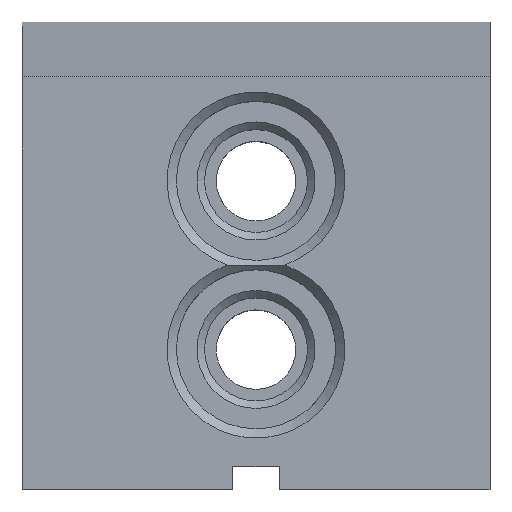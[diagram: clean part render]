
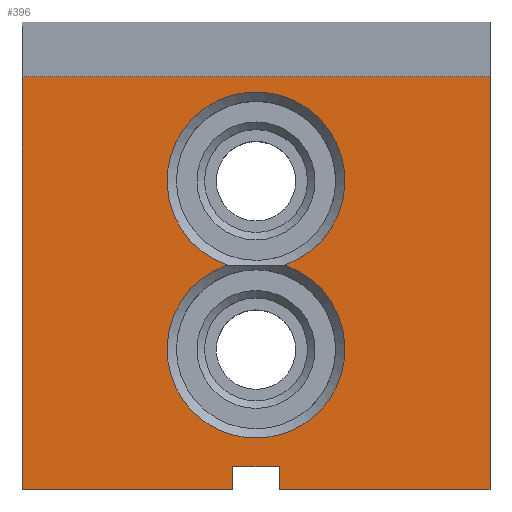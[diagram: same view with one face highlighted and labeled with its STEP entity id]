
A CAD part, top view. The second image highlights one B-rep face of the part: STEP entity #396.
In plain terms, the highlighted planar face has unit normal (0, 0, 1).
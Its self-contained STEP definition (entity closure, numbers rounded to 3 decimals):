
#396 = ADVANCED_FACE( '', ( #993, #994 ), #995, .F. );
#993 = FACE_BOUND( '', #1818, .T. );
#994 = FACE_OUTER_BOUND( '', #1819, .T. );
#995 = PLANE( '', #1820 );
#1818 = EDGE_LOOP( '', ( #2896, #2897 ) );
#1819 = EDGE_LOOP( '', ( #2898, #2899, #2900, #2901, #2902, #2903, #2904, #2905 ) );
#1820 = AXIS2_PLACEMENT_3D( '', #2906, #2907, #2908 );
#2896 = ORIENTED_EDGE( '', *, *, #5272, .T. );
#2897 = ORIENTED_EDGE( '', *, *, #5273, .T. );
#2898 = ORIENTED_EDGE( '', *, *, #5274, .F. );
#2899 = ORIENTED_EDGE( '', *, *, #5275, .F. );
#2900 = ORIENTED_EDGE( '', *, *, #5276, .F. );
#2901 = ORIENTED_EDGE( '', *, *, #5277, .F. );
#2902 = ORIENTED_EDGE( '', *, *, #5278, .T. );
#2903 = ORIENTED_EDGE( '', *, *, #5279, .T. );
#2904 = ORIENTED_EDGE( '', *, *, #5135, .F. );
#2905 = ORIENTED_EDGE( '', *, *, #5280, .F. );
#2906 = CARTESIAN_POINT( '', ( 25., 25., 12.5 ) );
#2907 = DIRECTION( '', ( 0., 0., -1. ) );
#2908 = DIRECTION( '', ( 0., 1., 0. ) );
#5135 = EDGE_CURVE( '', #6211, #6206, #6213, .T. );
#5272 = EDGE_CURVE( '', #6461, #6462, #6463, .T. );
#5273 = EDGE_CURVE( '', #6462, #6461, #6464, .T. );
#5274 = EDGE_CURVE( '', #6465, #6466, #6467, .T. );
#5275 = EDGE_CURVE( '', #6468, #6465, #6469, .T. );
#5276 = EDGE_CURVE( '', #6470, #6468, #6471, .T. );
#5277 = EDGE_CURVE( '', #6472, #6470, #6473, .T. );
#5278 = EDGE_CURVE( '', #6472, #6474, #6475, .T. );
#5279 = EDGE_CURVE( '', #6474, #6206, #6476, .T. );
#5280 = EDGE_CURVE( '', #6466, #6211, #6477, .T. );
#6206 = VERTEX_POINT( '', #7760 );
#6211 = VERTEX_POINT( '', #7767 );
#6213 = LINE( '', #7770, #7771 );
#6461 = VERTEX_POINT( '', #8177 );
#6462 = VERTEX_POINT( '', #8178 );
#6463 = CIRCLE( '', #8179, 9.5 );
#6464 = CIRCLE( '', #8180, 9.5 );
#6465 = VERTEX_POINT( '', #8181 );
#6466 = VERTEX_POINT( '', #8182 );
#6467 = LINE( '', #8183, #8184 );
#6468 = VERTEX_POINT( '', #8185 );
#6469 = LINE( '', #8186, #8187 );
#6470 = VERTEX_POINT( '', #8188 );
#6471 = LINE( '', #8189, #8190 );
#6472 = VERTEX_POINT( '', #8191 );
#6473 = LINE( '', #8192, #8193 );
#6474 = VERTEX_POINT( '', #8194 );
#6475 = LINE( '', #8195, #8196 );
#6476 = LINE( '', #8197, #8198 );
#6477 = LINE( '', #8199, #8200 );
#7760 = CARTESIAN_POINT( '', ( -25., -25., 12.5 ) );
#7767 = CARTESIAN_POINT( '', ( -2.5, -25., 12.5 ) );
#7770 = CARTESIAN_POINT( '', ( 25., -25., 12.5 ) );
#7771 = VECTOR( '', #9869, 1000. );
#8177 = CARTESIAN_POINT( '', ( 3.041, -1., 12.5 ) );
#8178 = CARTESIAN_POINT( '', ( -3.041, -1., 12.5 ) );
#8179 = AXIS2_PLACEMENT_3D( '', #9997, #9998, #9999 );
#8180 = AXIS2_PLACEMENT_3D( '', #10000, #10001, #10002 );
#8181 = CARTESIAN_POINT( '', ( 2.5, -22.5, 12.5 ) );
#8182 = CARTESIAN_POINT( '', ( -2.5, -22.5, 12.5 ) );
#8183 = CARTESIAN_POINT( '', ( 2.5, -22.5, 12.5 ) );
#8184 = VECTOR( '', #10003, 1000. );
#8185 = CARTESIAN_POINT( '', ( 2.5, -25., 12.5 ) );
#8186 = CARTESIAN_POINT( '', ( 2.5, -25., 12.5 ) );
#8187 = VECTOR( '', #10004, 1000. );
#8188 = CARTESIAN_POINT( '', ( 25., -25., 12.5 ) );
#8189 = CARTESIAN_POINT( '', ( 25., -25., 12.5 ) );
#8190 = VECTOR( '', #10005, 1000. );
#8191 = CARTESIAN_POINT( '', ( 25., 19.1, 12.5 ) );
#8192 = CARTESIAN_POINT( '', ( 25., 25., 12.5 ) );
#8193 = VECTOR( '', #10006, 1000. );
#8194 = CARTESIAN_POINT( '', ( -25., 19.1, 12.5 ) );
#8195 = CARTESIAN_POINT( '', ( 25., 19.1, 12.5 ) );
#8196 = VECTOR( '', #10007, 1000. );
#8197 = CARTESIAN_POINT( '', ( -25., 25., 12.5 ) );
#8198 = VECTOR( '', #10008, 1000. );
#8199 = CARTESIAN_POINT( '', ( -2.5, -22.5, 12.5 ) );
#8200 = VECTOR( '', #10009, 1000. );
#9869 = DIRECTION( '', ( -1., 0., 0. ) );
#9997 = CARTESIAN_POINT( '', ( 0., -10., 12.5 ) );
#9998 = DIRECTION( '', ( 0., 0., -1. ) );
#9999 = DIRECTION( '', ( 0., 1., 0. ) );
#10000 = CARTESIAN_POINT( '', ( 0., 8., 12.5 ) );
#10001 = DIRECTION( '', ( 0., 0., -1. ) );
#10002 = DIRECTION( '', ( 0., 1., 0. ) );
#10003 = DIRECTION( '', ( -1., 0., 0. ) );
#10004 = DIRECTION( '', ( 0., 1., 0. ) );
#10005 = DIRECTION( '', ( -1., 0., 0. ) );
#10006 = DIRECTION( '', ( 0., -1., 0. ) );
#10007 = DIRECTION( '', ( -1., 0., 0. ) );
#10008 = DIRECTION( '', ( 0., -1., 0. ) );
#10009 = DIRECTION( '', ( 0., -1., 0. ) );
